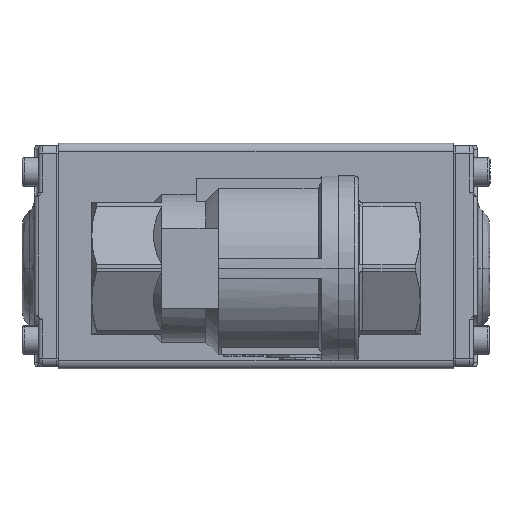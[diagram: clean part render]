
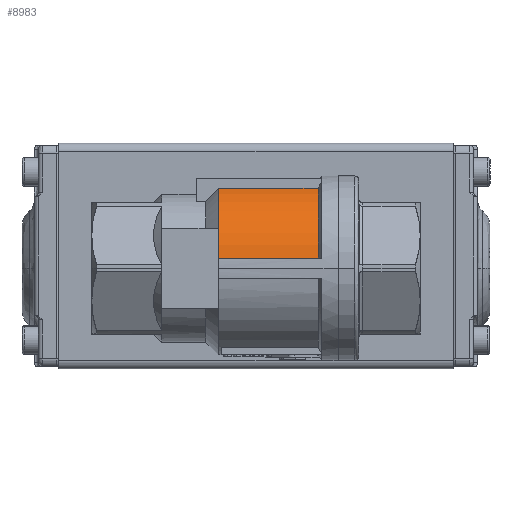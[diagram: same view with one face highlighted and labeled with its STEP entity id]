
A CAD part, front view. The second image highlights one B-rep face of the part: STEP entity #8983.
In plain terms, the highlighted cylindrical face has radius 21 mm (diameter 42 mm), a partial arc.
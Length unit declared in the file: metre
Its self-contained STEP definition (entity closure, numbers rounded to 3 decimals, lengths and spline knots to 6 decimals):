
#2599 = VECTOR ( 'NONE', #22018, 1. ) ;
#5894 = EDGE_CURVE ( 'NONE', #38269, #23262, #12413, .T. ) ;
#7157 = CARTESIAN_POINT ( 'NONE',  ( -0.027957, -0.020751, 0.07999 ) ) ;
#8479 = ORIENTED_EDGE ( 'NONE', *, *, #30252, .T. ) ;
#8983 = ADVANCED_FACE ( 'NONE', ( #35678 ), #24373, .T. ) ;
#10993 = VERTEX_POINT ( 'NONE', #33698 ) ;
#12413 = LINE ( 'NONE', #16939, #27836 ) ;
#15909 = DIRECTION ( 'NONE',  ( 1., 0., 0. ) ) ;
#16939 = CARTESIAN_POINT ( 'NONE',  ( -0.01579, -0.041601, 0.08249 ) ) ;
#17262 = ORIENTED_EDGE ( 'NONE', *, *, #5894, .T. ) ;
#21457 = CARTESIAN_POINT ( 'NONE',  ( -0.027957, -0.041601, 0.08249 ) ) ;
#22018 = DIRECTION ( 'NONE',  ( -1., 0., 0. ) ) ;
#23262 = VERTEX_POINT ( 'NONE', #35822 ) ;
#24373 = CYLINDRICAL_SURFACE ( 'NONE', #28262, 0.021 ) ;
#24644 = DIRECTION ( 'NONE',  ( -1., 0., 0. ) ) ;
#27187 = DIRECTION ( 'NONE',  ( 1., 0., 0. ) ) ;
#27836 = VECTOR ( 'NONE', #49679, 1. ) ;
#28262 = AXIS2_PLACEMENT_3D ( 'NONE', #48665, #15909, #69056 ) ;
#30252 = EDGE_CURVE ( 'NONE', #32234, #38269, #62816, .T. ) ;
#32234 = VERTEX_POINT ( 'NONE', #52114 ) ;
#33514 = DIRECTION ( 'NONE',  ( 0., 0., -1. ) ) ;
#33698 = CARTESIAN_POINT ( 'NONE',  ( -0.003623, -0.028501, 0.099508 ) ) ;
#35248 = DIRECTION ( 'NONE',  ( 0., 0., -1. ) ) ;
#35617 = EDGE_CURVE ( 'NONE', #10993, #32234, #54062, .T. ) ;
#35678 = FACE_OUTER_BOUND ( 'NONE', #48100, .T. ) ;
#35822 = CARTESIAN_POINT ( 'NONE',  ( -0.003623, -0.041601, 0.08249 ) ) ;
#38269 = VERTEX_POINT ( 'NONE', #21457 ) ;
#38545 = ORIENTED_EDGE ( 'NONE', *, *, #56341, .T. ) ;
#39835 = CARTESIAN_POINT ( 'NONE',  ( -0.003623, -0.020751, 0.07999 ) ) ;
#43912 = CARTESIAN_POINT ( 'NONE',  ( -0.01579, -0.028501, 0.099508 ) ) ;
#45528 = ORIENTED_EDGE ( 'NONE', *, *, #35617, .T. ) ;
#48100 = EDGE_LOOP ( 'NONE', ( #8479, #17262, #38545, #45528 ) ) ;
#48665 = CARTESIAN_POINT ( 'NONE',  ( -0.01579, -0.020751, 0.07999 ) ) ;
#49077 = AXIS2_PLACEMENT_3D ( 'NONE', #39835, #24644, #35248 ) ;
#49679 = DIRECTION ( 'NONE',  ( 1., 0., 0. ) ) ;
#52114 = CARTESIAN_POINT ( 'NONE',  ( -0.027957, -0.028501, 0.099508 ) ) ;
#54062 = LINE ( 'NONE', #43912, #2599 ) ;
#56341 = EDGE_CURVE ( 'NONE', #23262, #10993, #59213, .T. ) ;
#59213 = CIRCLE ( 'NONE', #49077, 0.021 ) ;
#62816 = CIRCLE ( 'NONE', #68463, 0.021 ) ;
#68463 = AXIS2_PLACEMENT_3D ( 'NONE', #7157, #27187, #33514 ) ;
#69056 = DIRECTION ( 'NONE',  ( 0., 0., -1. ) ) ;
